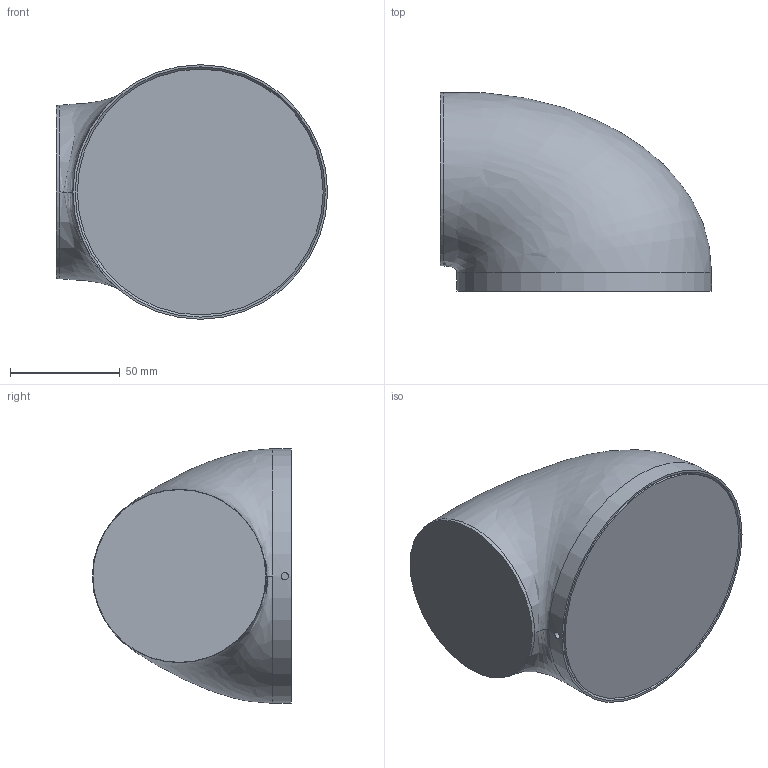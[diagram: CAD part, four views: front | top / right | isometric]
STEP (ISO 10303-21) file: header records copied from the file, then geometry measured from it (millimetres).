
FILE_DESCRIPTION(/* description */ (''),/* implementation_level */ '2;1');
FILE_NAME(/* name */ '31001_Support_ipt_2e6101ea.STEP',/* time_stamp */ '2018-12-04T14:45:33+01:00',/* author */ ('chsl'),/* organization */ (''),/* preprocessor_version */ 'ST-DEVELOPER v17',/* originating_system */ 'Autodesk Inventor 2019',/* authorisation */ '');
FILE_SCHEMA (('AUTOMOTIVE_DESIGN { 1 0 10303 214 3 1 1 }'));
Length unit declared in the file: millimetre
Products named in the file (1): 31001_Support
Bounding box: 123.5 x 90.55 x 116 mm (x, y, z)
Volume: 717992 mm3; surface area: 45430.6 mm2
Topology: 1 solids, 1 shells, 11 faces, 25 edges, 18 vertices
Faces by surface type: cylinder 4, plane 3, cone 2, bspline 2
Full cylindrical faces by diameter (mm): 3.3 x1, 112 x1, 116 x1
Entity records: 941 total; most frequent: CARTESIAN_POINT 637, DIRECTION 57, ORIENTED_EDGE 50, AXIS2_PLACEMENT_3D 26, EDGE_CURVE 25, VERTEX_POINT 18, CIRCLE 16, EDGE_LOOP 13
